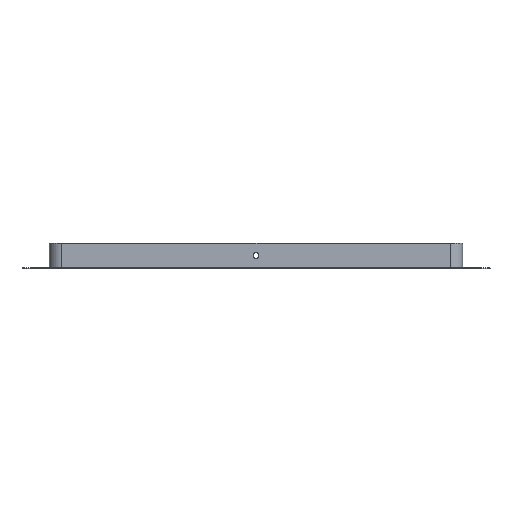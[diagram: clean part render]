
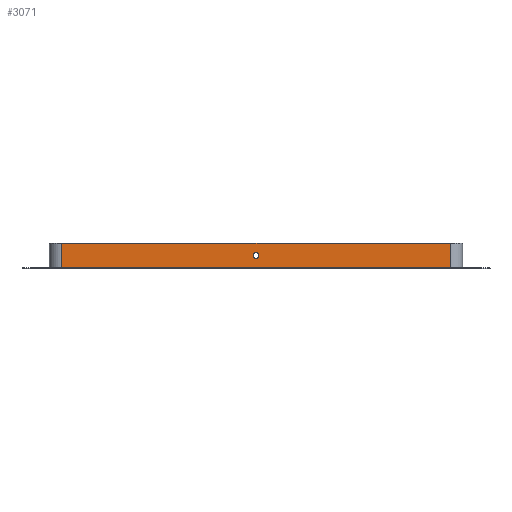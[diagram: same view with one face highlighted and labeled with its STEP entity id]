
A CAD part, top view. The second image highlights one B-rep face of the part: STEP entity #3071.
In plain terms, the highlighted face is planar.
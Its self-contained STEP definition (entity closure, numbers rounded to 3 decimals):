
#166 = PLANE ( 'NONE',  #1956 ) ;
#167 = CARTESIAN_POINT ( 'NONE',  ( -234., 0., 15. ) ) ;
#172 = DIRECTION ( 'NONE',  ( 0., 1., 0. ) ) ;
#173 = DIRECTION ( 'NONE',  ( 0., 0., 1. ) ) ;
#201 = CARTESIAN_POINT ( 'NONE',  ( 0., 0., 3.5 ) ) ;
#371 = CARTESIAN_POINT ( 'NONE',  ( 234., 0., 15. ) ) ;
#407 = CARTESIAN_POINT ( 'NONE',  ( -234., 0., 15. ) ) ;
#409 = CARTESIAN_POINT ( 'NONE',  ( 234., 0., -15. ) ) ;
#421 = CARTESIAN_POINT ( 'NONE',  ( -234., 0., -15. ) ) ;
#941 = VERTEX_POINT ( 'NONE', #371 ) ;
#977 = VERTEX_POINT ( 'NONE', #407 ) ;
#979 = VERTEX_POINT ( 'NONE', #409 ) ;
#991 = VERTEX_POINT ( 'NONE', #421 ) ;
#1503 = EDGE_LOOP ( 'NONE', ( #2705 ) ) ;
#1534 = EDGE_LOOP ( 'NONE', ( #2701, #2702, #2703, #2704 ) ) ;
#1852 = AXIS2_PLACEMENT_3D ( 'NONE', #2084, #2085, #2086 ) ;
#1956 = AXIS2_PLACEMENT_3D ( 'NONE', #167, #172, #173 ) ;
#2040 = CARTESIAN_POINT ( 'NONE',  ( -234., 0., -15. ) ) ;
#2068 = DIRECTION ( 'NONE',  ( 0., 0., -1. ) ) ;
#2076 = DIRECTION ( 'NONE',  ( 1., 0., 0. ) ) ;
#2077 = CARTESIAN_POINT ( 'NONE',  ( 234., 0., 15. ) ) ;
#2078 = CARTESIAN_POINT ( 'NONE',  ( -234., 0., 15. ) ) ;
#2079 = DIRECTION ( 'NONE',  ( 1., 0., 0. ) ) ;
#2080 = CARTESIAN_POINT ( 'NONE',  ( -234., 0., 15. ) ) ;
#2081 = DIRECTION ( 'NONE',  ( 0., 0., -1. ) ) ;
#2084 = CARTESIAN_POINT ( 'NONE',  ( 0., 0., 0. ) ) ;
#2085 = DIRECTION ( 'NONE',  ( 0., 1., 0. ) ) ;
#2086 = DIRECTION ( 'NONE',  ( 0., 0., 1. ) ) ;
#2638 = EDGE_CURVE ( 'NONE', #991, #979, #3128, .T. ) ;
#2640 = EDGE_CURVE ( 'NONE', #941, #979, #3123, .T. ) ;
#2642 = EDGE_CURVE ( 'NONE', #977, #941, #3131, .T. ) ;
#2644 = EDGE_CURVE ( 'NONE', #977, #991, #3132, .T. ) ;
#2645 = EDGE_CURVE ( 'NONE', #3335, #3335, #3134, .T. ) ;
#2701 = ORIENTED_EDGE ( 'NONE', *, *, #2638, .T. ) ;
#2702 = ORIENTED_EDGE ( 'NONE', *, *, #2640, .F. ) ;
#2703 = ORIENTED_EDGE ( 'NONE', *, *, #2642, .F. ) ;
#2704 = ORIENTED_EDGE ( 'NONE', *, *, #2644, .T. ) ;
#2705 = ORIENTED_EDGE ( 'NONE', *, *, #2645, .T. ) ;
#3071 = ADVANCED_FACE ( 'NONE', ( #3315, #3318 ), #166, .F. ) ;
#3123 = LINE ( 'NONE', #2077, #3129 ) ;
#3128 = LINE ( 'NONE', #2040, #3130 ) ;
#3129 = VECTOR ( 'NONE', #2068, 1000. ) ;
#3130 = VECTOR ( 'NONE', #2076, 1000. ) ;
#3131 = LINE ( 'NONE', #2078, #3133 ) ;
#3132 = LINE ( 'NONE', #2080, #3135 ) ;
#3133 = VECTOR ( 'NONE', #2079, 1000. ) ;
#3134 = CIRCLE ( 'NONE', #1852, 3.5 ) ;
#3135 = VECTOR ( 'NONE', #2081, 1000. ) ;
#3315 = FACE_OUTER_BOUND ( 'NONE', #1534, .T. ) ;
#3318 = FACE_BOUND ( 'NONE', #1503, .T. ) ;
#3335 = VERTEX_POINT ( 'NONE', #201 ) ;
